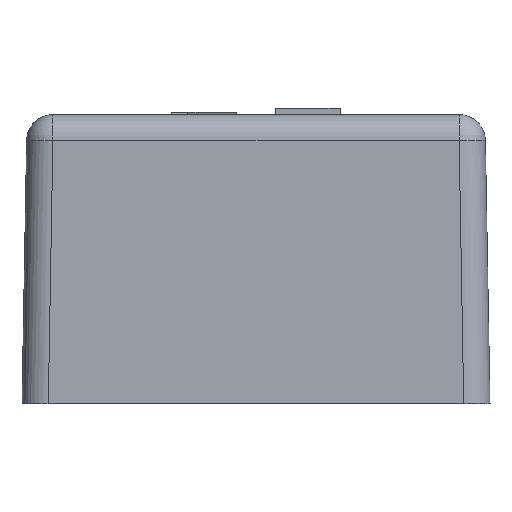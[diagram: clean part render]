
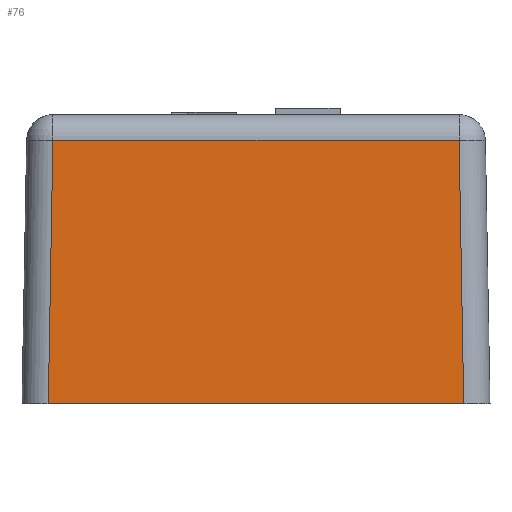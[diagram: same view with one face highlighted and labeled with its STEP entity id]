
A CAD part, left-side view. The second image highlights one B-rep face of the part: STEP entity #76.
In plain terms, the highlighted planar face has unit normal (-1, 0, 0.018).
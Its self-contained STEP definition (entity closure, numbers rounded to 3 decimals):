
#76 = ADVANCED_FACE( '', ( #165 ), #166, .T. );
#165 = FACE_OUTER_BOUND( '', #336, .T. );
#166 = PLANE( '', #337 );
#336 = EDGE_LOOP( '', ( #552, #553, #554, #555 ) );
#337 = AXIS2_PLACEMENT_3D( '', #556, #557, #558 );
#552 = ORIENTED_EDGE( '', *, *, #1219, .T. );
#553 = ORIENTED_EDGE( '', *, *, #1220, .T. );
#554 = ORIENTED_EDGE( '', *, *, #1221, .T. );
#555 = ORIENTED_EDGE( '', *, *, #1222, .T. );
#556 = CARTESIAN_POINT( '', ( -18.031, -18.031, 0. ) );
#557 = DIRECTION( '', ( -1., 0., 0.017 ) );
#558 = DIRECTION( '', ( 0.017, 0., 1. ) );
#1219 = EDGE_CURVE( '', #1448, #1449, #1450, .T. );
#1220 = EDGE_CURVE( '', #1449, #1451, #1452, .F. );
#1221 = EDGE_CURVE( '', #1451, #1453, #1454, .F. );
#1222 = EDGE_CURVE( '', #1453, #1448, #1455, .F. );
#1448 = VERTEX_POINT( '', #1852 );
#1449 = VERTEX_POINT( '', #1853 );
#1450 = LINE( '', #1854, #1855 );
#1451 = VERTEX_POINT( '', #1856 );
#1452 = LINE( '', #1857, #1858 );
#1453 = VERTEX_POINT( '', #1859 );
#1454 = LINE( '', #1860, #1861 );
#1455 = LINE( '', #1862, #1863 );
#1852 = CARTESIAN_POINT( '', ( -18.031, -16.006, 0. ) );
#1853 = CARTESIAN_POINT( '', ( -17.677, -15.651, 20.295 ) );
#1854 = CARTESIAN_POINT( '', ( -18.032, -16.006, -0.035 ) );
#1855 = VECTOR( '', #2318, 1000. );
#1856 = CARTESIAN_POINT( '', ( -17.677, 15.651, 20.295 ) );
#1857 = CARTESIAN_POINT( '', ( -17.677, 15.617, 20.295 ) );
#1858 = VECTOR( '', #2319, 1000. );
#1859 = CARTESIAN_POINT( '', ( -18.031, 16.006, 0. ) );
#1860 = CARTESIAN_POINT( '', ( -18.021, 15.995, 0.594 ) );
#1861 = VECTOR( '', #2320, 1000. );
#1862 = CARTESIAN_POINT( '', ( -18.031, -18.031, 0. ) );
#1863 = VECTOR( '', #2321, 1000. );
#2318 = DIRECTION( '', ( 0.017, 0.017, 1. ) );
#2319 = DIRECTION( '', ( 0., -1., 0. ) );
#2320 = DIRECTION( '', ( 0.017, -0.017, 1. ) );
#2321 = DIRECTION( '', ( 0., 1., 0. ) );
